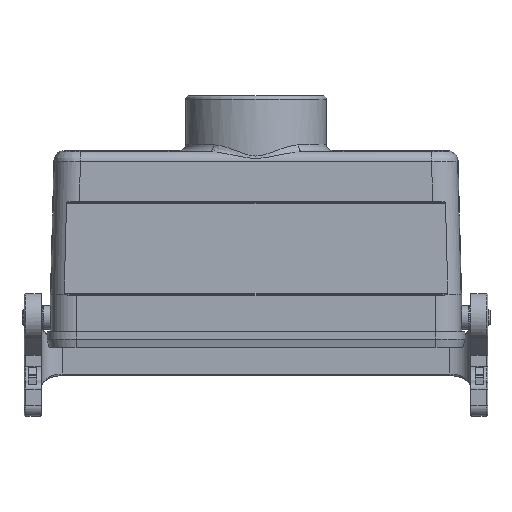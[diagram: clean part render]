
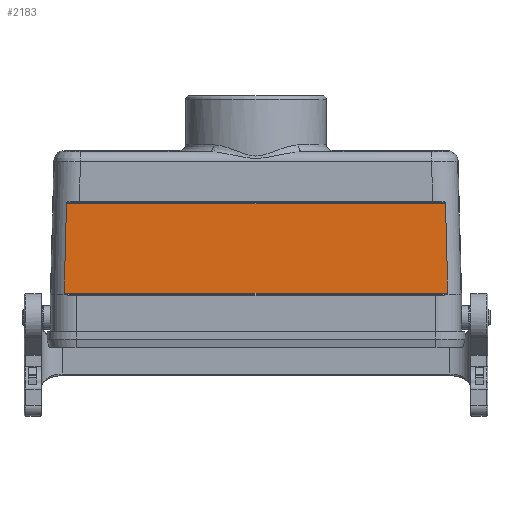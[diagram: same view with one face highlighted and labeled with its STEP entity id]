
A CAD part, front view. The second image highlights one B-rep face of the part: STEP entity #2183.
In plain terms, the highlighted planar face has unit normal (0, -1, 0.018).
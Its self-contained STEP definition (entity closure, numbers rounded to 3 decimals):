
#2183=ADVANCED_FACE('',(#2963),#2726,.T.);
#2726=PLANE('',#10819);
#2963=FACE_OUTER_BOUND('',#3493,.T.);
#3493=EDGE_LOOP('',(#4301,#4302,#4303,#4304,#4305,#4306,#4307,#4308));
#4301=ORIENTED_EDGE('',*,*,#7658,.T.);
#4302=ORIENTED_EDGE('',*,*,#7659,.T.);
#4303=ORIENTED_EDGE('',*,*,#7660,.F.);
#4304=ORIENTED_EDGE('',*,*,#7661,.T.);
#4305=ORIENTED_EDGE('',*,*,#7662,.T.);
#4306=ORIENTED_EDGE('',*,*,#7663,.T.);
#4307=ORIENTED_EDGE('',*,*,#7664,.F.);
#4308=ORIENTED_EDGE('',*,*,#7665,.T.);
#6847=VERTEX_POINT('',#16114);
#6848=VERTEX_POINT('',#16115);
#6849=VERTEX_POINT('',#16129);
#6850=VERTEX_POINT('',#16131);
#6851=VERTEX_POINT('',#16145);
#6852=VERTEX_POINT('',#16147);
#6853=VERTEX_POINT('',#16161);
#6854=VERTEX_POINT('',#16163);
#7658=EDGE_CURVE('',#6847,#6848,#8874,.T.);
#7659=EDGE_CURVE('',#6848,#6849,#10300,.T.);
#7660=EDGE_CURVE('',#6850,#6849,#8875,.T.);
#7661=EDGE_CURVE('',#6850,#6851,#10301,.T.);
#7662=EDGE_CURVE('',#6851,#6852,#8876,.T.);
#7663=EDGE_CURVE('',#6852,#6853,#10302,.T.);
#7664=EDGE_CURVE('',#6854,#6853,#8877,.T.);
#7665=EDGE_CURVE('',#6854,#6847,#10303,.T.);
#8874=LINE('',#16113,#9589);
#8875=LINE('',#16130,#9590);
#8876=LINE('',#16146,#9591);
#8877=LINE('',#16162,#9592);
#9589=VECTOR('',#11892,1.);
#9590=VECTOR('',#11893,1.);
#9591=VECTOR('',#11894,1.);
#9592=VECTOR('',#11895,1.);
#10300=B_SPLINE_CURVE_WITH_KNOTS('',3,(#16116,#16117,#16118,#16119,#16120,
#16121,#16122,#16123,#16124,#16125,#16126,#16127,#16128),.UNSPECIFIED.,
 .F.,.F.,(4,3,3,3,4),(0.,0.567,0.85,0.972,
1.),.UNSPECIFIED.);
#10301=B_SPLINE_CURVE_WITH_KNOTS('',3,(#16132,#16133,#16134,#16135,#16136,
#16137,#16138,#16139,#16140,#16141,#16142,#16143,#16144),.UNSPECIFIED.,
 .F.,.F.,(4,3,3,3,4),(0.,0.502,0.887,0.985,
1.),.UNSPECIFIED.);
#10302=B_SPLINE_CURVE_WITH_KNOTS('',3,(#16148,#16149,#16150,#16151,#16152,
#16153,#16154,#16155,#16156,#16157,#16158,#16159,#16160),.UNSPECIFIED.,
 .F.,.F.,(4,3,3,3,4),(0.,0.015,0.145,0.533,
1.),.UNSPECIFIED.);
#10303=B_SPLINE_CURVE_WITH_KNOTS('',3,(#16164,#16165,#16166,#16167,#16168,
#16169,#16170,#16171,#16172,#16173,#16174,#16175,#16176),.UNSPECIFIED.,
 .F.,.F.,(4,3,3,3,4),(0.,0.028,0.15,0.433,
1.),.UNSPECIFIED.);
#10819=AXIS2_PLACEMENT_3D('',#16177,#11896,#11897);
#11892=DIRECTION('',(1.,0.,0.));
#11893=DIRECTION('',(0.026,-0.018,-1.));
#11894=DIRECTION('',(-1.,0.,0.));
#11895=DIRECTION('',(0.026,0.018,1.));
#11896=DIRECTION('',(0.,-1.,0.018));
#11897=DIRECTION('',(0.,-0.018,-1.));
#16113=CARTESIAN_POINT('',(55.465,-20.492,4.274));
#16114=CARTESIAN_POINT('',(-54.921,-20.492,4.274));
#16115=CARTESIAN_POINT('',(54.921,-20.492,4.274));
#16116=CARTESIAN_POINT('',(54.921,-20.492,4.274));
#16117=CARTESIAN_POINT('',(55.136,-20.492,4.274));
#16118=CARTESIAN_POINT('',(55.355,-20.493,4.259));
#16119=CARTESIAN_POINT('',(55.564,-20.494,4.205));
#16120=CARTESIAN_POINT('',(55.668,-20.494,4.178));
#16121=CARTESIAN_POINT('',(55.772,-20.495,4.14));
#16122=CARTESIAN_POINT('',(55.864,-20.496,4.082));
#16123=CARTESIAN_POINT('',(55.903,-20.496,4.057));
#16124=CARTESIAN_POINT('',(55.941,-20.497,4.028));
#16125=CARTESIAN_POINT('',(55.973,-20.497,3.994));
#16126=CARTESIAN_POINT('',(55.981,-20.497,3.986));
#16127=CARTESIAN_POINT('',(55.988,-20.498,3.978));
#16128=CARTESIAN_POINT('',(55.995,-20.498,3.97));
#16129=CARTESIAN_POINT('',(55.995,-20.498,3.97));
#16130=CARTESIAN_POINT('',(56.001,-20.502,3.738));
#16131=CARTESIAN_POINT('',(55.316,-20.029,30.206));
#16132=CARTESIAN_POINT('',(55.316,-20.029,30.206));
#16133=CARTESIAN_POINT('',(55.315,-20.028,30.245));
#16134=CARTESIAN_POINT('',(55.308,-20.028,30.285));
#16135=CARTESIAN_POINT('',(55.293,-20.027,30.321));
#16136=CARTESIAN_POINT('',(55.283,-20.027,30.349));
#16137=CARTESIAN_POINT('',(55.267,-20.026,30.376));
#16138=CARTESIAN_POINT('',(55.248,-20.026,30.398));
#16139=CARTESIAN_POINT('',(55.243,-20.026,30.404));
#16140=CARTESIAN_POINT('',(55.237,-20.026,30.41));
#16141=CARTESIAN_POINT('',(55.232,-20.025,30.416));
#16142=CARTESIAN_POINT('',(55.231,-20.025,30.416));
#16143=CARTESIAN_POINT('',(55.23,-20.025,30.417));
#16144=CARTESIAN_POINT('',(55.229,-20.025,30.418));
#16145=CARTESIAN_POINT('',(55.229,-20.025,30.418));
#16146=CARTESIAN_POINT('',(-55.304,-20.025,30.418));
#16147=CARTESIAN_POINT('',(-55.229,-20.025,30.418));
#16148=CARTESIAN_POINT('',(-55.229,-20.025,30.418));
#16149=CARTESIAN_POINT('',(-55.23,-20.025,30.417));
#16150=CARTESIAN_POINT('',(-55.231,-20.025,30.416));
#16151=CARTESIAN_POINT('',(-55.232,-20.025,30.416));
#16152=CARTESIAN_POINT('',(-55.239,-20.026,30.408));
#16153=CARTESIAN_POINT('',(-55.246,-20.026,30.401));
#16154=CARTESIAN_POINT('',(-55.252,-20.026,30.393));
#16155=CARTESIAN_POINT('',(-55.271,-20.026,30.369));
#16156=CARTESIAN_POINT('',(-55.286,-20.027,30.342));
#16157=CARTESIAN_POINT('',(-55.296,-20.027,30.313));
#16158=CARTESIAN_POINT('',(-55.309,-20.028,30.279));
#16159=CARTESIAN_POINT('',(-55.315,-20.029,30.243));
#16160=CARTESIAN_POINT('',(-55.316,-20.029,30.206));
#16161=CARTESIAN_POINT('',(-55.316,-20.029,30.206));
#16162=CARTESIAN_POINT('',(-54.835,-19.697,48.803));
#16163=CARTESIAN_POINT('',(-55.995,-20.498,3.97));
#16164=CARTESIAN_POINT('',(-55.995,-20.498,3.97));
#16165=CARTESIAN_POINT('',(-55.988,-20.498,3.978));
#16166=CARTESIAN_POINT('',(-55.981,-20.497,3.986));
#16167=CARTESIAN_POINT('',(-55.973,-20.497,3.994));
#16168=CARTESIAN_POINT('',(-55.941,-20.497,4.028));
#16169=CARTESIAN_POINT('',(-55.903,-20.496,4.057));
#16170=CARTESIAN_POINT('',(-55.864,-20.496,4.082));
#16171=CARTESIAN_POINT('',(-55.772,-20.495,4.14));
#16172=CARTESIAN_POINT('',(-55.668,-20.494,4.178));
#16173=CARTESIAN_POINT('',(-55.564,-20.494,4.205));
#16174=CARTESIAN_POINT('',(-55.355,-20.493,4.259));
#16175=CARTESIAN_POINT('',(-55.136,-20.492,4.274));
#16176=CARTESIAN_POINT('',(-54.921,-20.492,4.274));
#16177=CARTESIAN_POINT('',(70.,-20.497,4.027));
